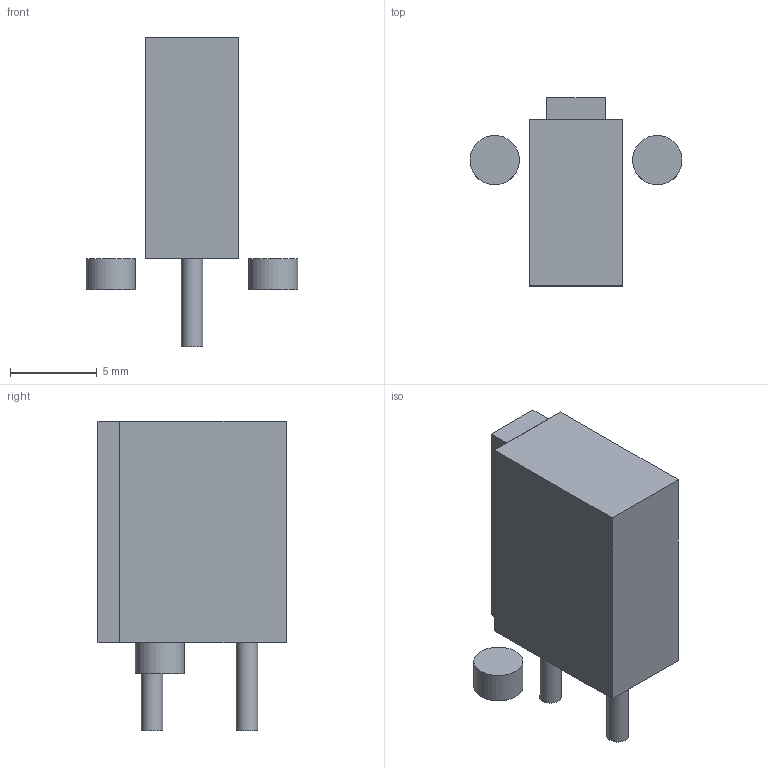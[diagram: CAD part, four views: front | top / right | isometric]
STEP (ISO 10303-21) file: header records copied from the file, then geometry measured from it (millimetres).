
FILE_DESCRIPTION(('FreeCAD Model'),'2;1');
FILE_NAME('1300394.1.1.stp','2020-04-10T03:06:01',( 'Author'),(''),'Open CASCADE STEP processor 6.9','FreeCAD','Unknown' );
FILE_SCHEMA(('AUTOMOTIVE_DESIGN { 1 0 10303 214 1 1 1 1 }'));
Length unit declared in the file: millimetre
Products named in the file (4): ASSEMBLY; Body; Lugs; Leads
Assembly tree (9 placements, depth 2):
  ASSEMBLY
    Body
    Lugs  x4
    Leads  x4
Bounding box: 12.25 x 10.87 x 17.9 mm (x, y, z)
Volume: 860.8 mm3; surface area: 1026.7 mm2
Topology: 18 solids, 18 shells, 60 faces, 72 edges, 48 vertices
Faces by surface type: plane 44, cylinder 16
Full cylindrical faces by diameter (mm): 1.25 x8, 2.85 x8
Entity records: 1157 total; most frequent: DIRECTION 184, CARTESIAN_POINT 166, LINE 92, VECTOR 92, ORIENTED_EDGE 72, PCURVE 72, DEFINITIONAL_REPRESENTATION 72, AXIS2_PLACEMENT_3D 42
